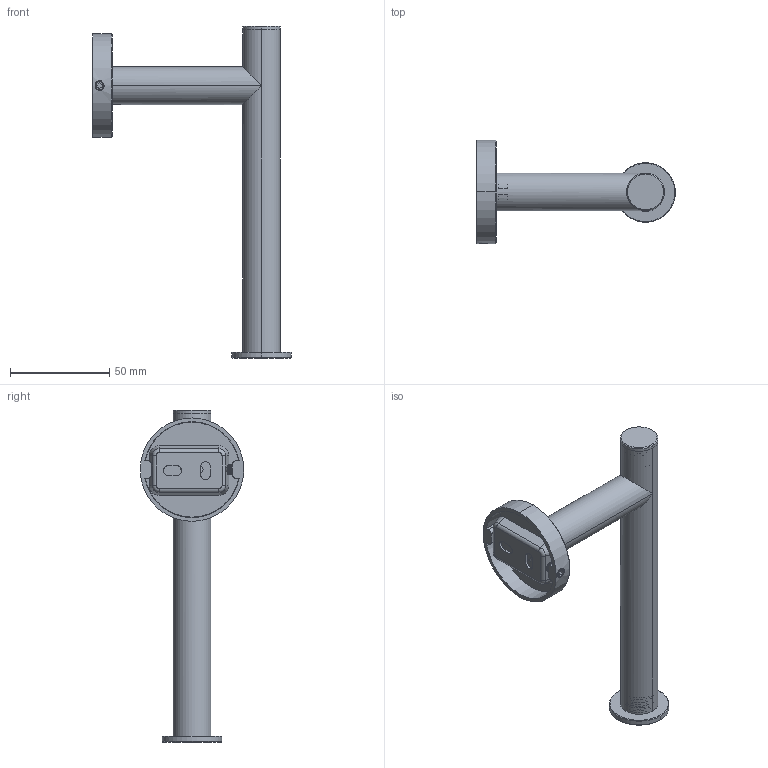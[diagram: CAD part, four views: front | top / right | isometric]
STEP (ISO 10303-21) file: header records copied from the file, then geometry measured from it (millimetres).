
FILE_DESCRIPTION (( 'STEP AP203' ), '1' );
FILE_NAME ('1286W.STEP', '2020-10-13T02:45:44', ( '' ), ( '' ), 'SwSTEP 2.0', 'SolidWorks 2018', '' );
FILE_SCHEMA (( 'CONFIG_CONTROL_DESIGN' ));
Length unit declared in the file: millimetre
Products named in the file (10): 31爾え; 内六角尖端紧定螺丝M5X10; 11假蚾えㄗ橾ㄘ; 1286W; jy045傷裔; 俋鞠褒蹟佪M6X10; CJ拸裔祧殤筵奪; CJ拸裔祧殤諉奪; 12菁釱; JY0112す裔
Assembly tree (9 placements, depth 2):
  1286W
    11假蚾えㄗ橾ㄘ
    俋鞠褒蹟佪M6X10
    12菁釱
    内六角尖端紧定螺丝M5X10
    CJ拸裔祧殤諉奪
    CJ拸裔祧殤筵奪
    jy045傷裔
    JY0112す裔
    31爾え
Bounding box: 100 x 52 x 167 mm (x, y, z)
Volume: 22187 mm3; surface area: 41904.5 mm2
Topology: 9 solids, 9 shells, 281 faces, 744 edges, 479 vertices
Faces by surface type: cylinder 137, plane 88, cone 43, bspline 9, torus 4
Entity records: 14566 total; most frequent: CARTESIAN_POINT 6965, ORIENTED_EDGE 1480, DIRECTION 1271, EDGE_CURVE 740, VERTEX_POINT 479, AXIS2_PLACEMENT_3D 473, VECTOR 325, LINE 325
